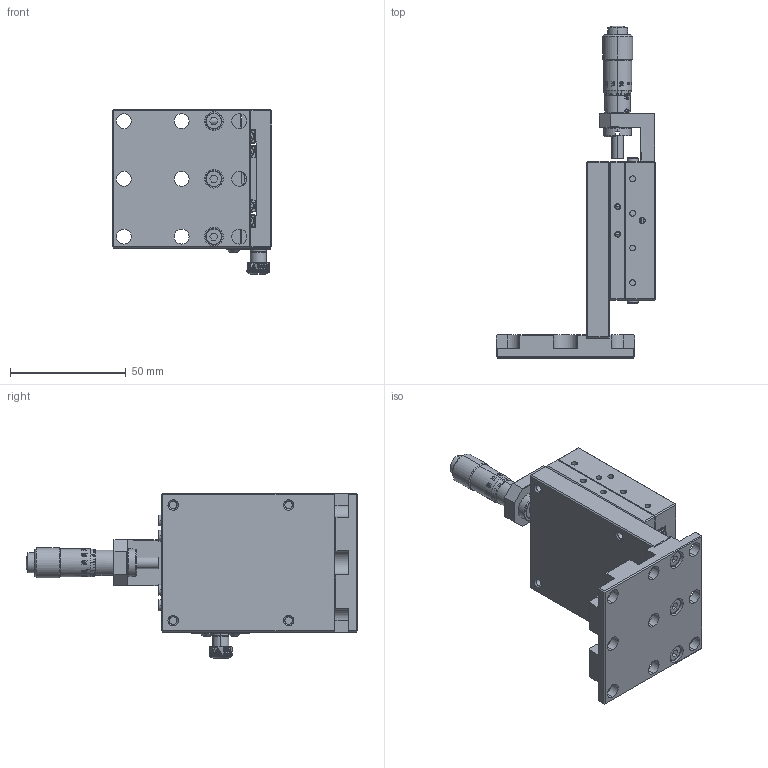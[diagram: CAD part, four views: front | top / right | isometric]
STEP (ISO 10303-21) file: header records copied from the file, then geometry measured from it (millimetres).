
FILE_DESCRIPTION (( 'STEP AP214' ), '1' );
FILE_NAME ('Z轴60台面高精度交叉滚柱轴承位移台.STEP', '2019-04-22T09:35:50', ( 'user' ), ( '微软中国' ), 'SwSTEP 2.0', 'SolidWorks 2016', '' );
FILE_SCHEMA (( 'AUTOMOTIVE_DESIGN' ));
Length unit declared in the file: millimetre
Products named in the file (1): Z轴60台面高精度交叉滚柱轴承位移台
Bounding box: 69 x 143.66 x 71.4 mm (x, y, z)
Surface area: 50624.2 mm2 (no closed solid volume)
Topology: 0 solids, 83 shells, 1179 faces, 3735 edges, 2634 vertices
Faces by surface type: plane 643, cylinder 252, bspline 196, cone 88
Entity records: 59059 total; most frequent: CARTESIAN_POINT 26148, ORIENTED_EDGE 6480, DIRECTION 5203, EDGE_CURVE 3715, VERTEX_POINT 2638, LINE 1899, VECTOR 1899, AXIS2_PLACEMENT_3D 1652
